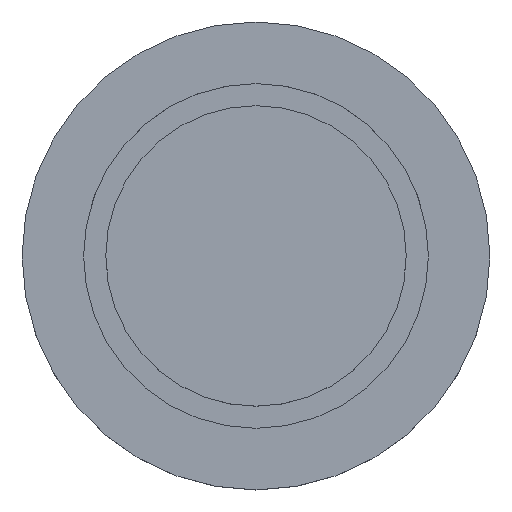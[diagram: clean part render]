
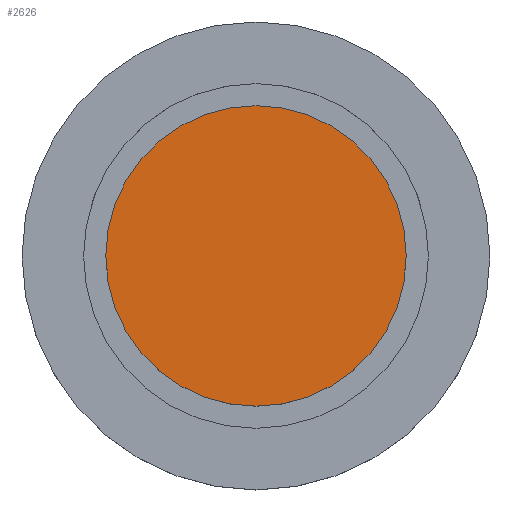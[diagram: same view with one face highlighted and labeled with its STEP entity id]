
A CAD part, top view. The second image highlights one B-rep face of the part: STEP entity #2626.
In plain terms, the highlighted planar face has unit normal (0, 0, 1).
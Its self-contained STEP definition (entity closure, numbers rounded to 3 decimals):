
#475 = CYLINDRICAL_SURFACE('',#476,30.5);
#476 = AXIS2_PLACEMENT_3D('',#477,#478,#479);
#477 = CARTESIAN_POINT('',(0.,0.,7.5));
#478 = DIRECTION('',(0.,0.,1.));
#479 = DIRECTION('',(1.,0.,0.));
#522 = VERTEX_POINT('',#523);
#523 = CARTESIAN_POINT('',(-30.5,0.,12.));
#559 = CYLINDRICAL_SURFACE('',#560,30.5);
#560 = AXIS2_PLACEMENT_3D('',#561,#562,#563);
#561 = CARTESIAN_POINT('',(0.,0.,7.5));
#562 = DIRECTION('',(0.,0.,1.));
#563 = DIRECTION('',(1.,0.,0.));
#593 = EDGE_CURVE('',#594,#522,#596,.T.);
#594 = VERTEX_POINT('',#595);
#595 = CARTESIAN_POINT('',(30.5,0.,12.));
#596 = SURFACE_CURVE('',#597,(#602,#631),.PCURVE_S1.);
#597 = CIRCLE('',#598,30.5);
#598 = AXIS2_PLACEMENT_3D('',#599,#600,#601);
#599 = CARTESIAN_POINT('',(0.,0.,12.));
#600 = DIRECTION('',(0.,0.,1.));
#601 = DIRECTION('',(1.,0.,0.));
#602 = PCURVE('',#475,#603);
#603 = DEFINITIONAL_REPRESENTATION('',(#604),#630);
#604 = B_SPLINE_CURVE_WITH_KNOTS('',3,(#605,#606,#607,#608,#609,#610,
    #611,#612,#613,#614,#615,#616,#617,#618,#619,#620,#621,#622,#623,
    #624,#625,#626,#627,#628,#629),.UNSPECIFIED.,.F.,.F.,(4,1,1,1,1,1,1,
    1,1,1,1,1,1,1,1,1,1,1,1,1,1,1,4),(0.,0.143,
    0.286,0.428,0.571,0.714,
    0.857,1.,1.142,1.285,
    1.428,1.571,1.714,1.856,
    1.999,2.142,2.285,2.428,
    2.57,2.713,2.856,2.999,
    3.142),.QUASI_UNIFORM_KNOTS.);
#605 = CARTESIAN_POINT('',(0.,4.5));
#606 = CARTESIAN_POINT('',(0.048,4.5));
#607 = CARTESIAN_POINT('',(0.143,4.5));
#608 = CARTESIAN_POINT('',(0.286,4.5));
#609 = CARTESIAN_POINT('',(0.428,4.5));
#610 = CARTESIAN_POINT('',(0.571,4.5));
#611 = CARTESIAN_POINT('',(0.714,4.5));
#612 = CARTESIAN_POINT('',(0.857,4.5));
#613 = CARTESIAN_POINT('',(1.,4.5));
#614 = CARTESIAN_POINT('',(1.142,4.5));
#615 = CARTESIAN_POINT('',(1.285,4.5));
#616 = CARTESIAN_POINT('',(1.428,4.5));
#617 = CARTESIAN_POINT('',(1.571,4.5));
#618 = CARTESIAN_POINT('',(1.714,4.5));
#619 = CARTESIAN_POINT('',(1.856,4.5));
#620 = CARTESIAN_POINT('',(1.999,4.5));
#621 = CARTESIAN_POINT('',(2.142,4.5));
#622 = CARTESIAN_POINT('',(2.285,4.5));
#623 = CARTESIAN_POINT('',(2.428,4.5));
#624 = CARTESIAN_POINT('',(2.57,4.5));
#625 = CARTESIAN_POINT('',(2.713,4.5));
#626 = CARTESIAN_POINT('',(2.856,4.5));
#627 = CARTESIAN_POINT('',(2.999,4.5));
#628 = CARTESIAN_POINT('',(3.094,4.5));
#629 = CARTESIAN_POINT('',(3.142,4.5));
#630 = ( GEOMETRIC_REPRESENTATION_CONTEXT(2) 
PARAMETRIC_REPRESENTATION_CONTEXT() REPRESENTATION_CONTEXT('2D SPACE',''
  ) );
#631 = PCURVE('',#632,#637);
#632 = PLANE('',#633);
#633 = AXIS2_PLACEMENT_3D('',#634,#635,#636);
#634 = CARTESIAN_POINT('',(0.,0.,12.));
#635 = DIRECTION('',(0.,0.,1.));
#636 = DIRECTION('',(1.,0.,0.));
#637 = DEFINITIONAL_REPRESENTATION('',(#638),#642);
#638 = CIRCLE('',#639,30.5);
#639 = AXIS2_PLACEMENT_2D('',#640,#641);
#640 = CARTESIAN_POINT('',(0.,0.));
#641 = DIRECTION('',(1.,0.));
#642 = ( GEOMETRIC_REPRESENTATION_CONTEXT(2) 
PARAMETRIC_REPRESENTATION_CONTEXT() REPRESENTATION_CONTEXT('2D SPACE',''
  ) );
#2583 = EDGE_CURVE('',#522,#594,#2584,.T.);
#2584 = SURFACE_CURVE('',#2585,(#2590,#2619),.PCURVE_S1.);
#2585 = CIRCLE('',#2586,30.5);
#2586 = AXIS2_PLACEMENT_3D('',#2587,#2588,#2589);
#2587 = CARTESIAN_POINT('',(0.,0.,12.));
#2588 = DIRECTION('',(0.,0.,1.));
#2589 = DIRECTION('',(1.,0.,0.));
#2590 = PCURVE('',#559,#2591);
#2591 = DEFINITIONAL_REPRESENTATION('',(#2592),#2618);
#2592 = B_SPLINE_CURVE_WITH_KNOTS('',3,(#2593,#2594,#2595,#2596,#2597,
    #2598,#2599,#2600,#2601,#2602,#2603,#2604,#2605,#2606,#2607,#2608,
    #2609,#2610,#2611,#2612,#2613,#2614,#2615,#2616,#2617),
  .UNSPECIFIED.,.F.,.F.,(4,1,1,1,1,1,1,1,1,1,1,1,1,1,1,1,1,1,1,1,1,1,4),
  (3.142,3.284,3.427,3.57,
    3.713,3.856,3.998,4.141,
    4.284,4.427,4.57,4.712,
    4.855,4.998,5.141,5.284,
    5.426,5.569,5.712,5.855,
    5.998,6.14,6.283),.QUASI_UNIFORM_KNOTS.);
#2593 = CARTESIAN_POINT('',(3.142,4.5));
#2594 = CARTESIAN_POINT('',(3.189,4.5));
#2595 = CARTESIAN_POINT('',(3.284,4.5));
#2596 = CARTESIAN_POINT('',(3.427,4.5));
#2597 = CARTESIAN_POINT('',(3.57,4.5));
#2598 = CARTESIAN_POINT('',(3.713,4.5));
#2599 = CARTESIAN_POINT('',(3.856,4.5));
#2600 = CARTESIAN_POINT('',(3.998,4.5));
#2601 = CARTESIAN_POINT('',(4.141,4.5));
#2602 = CARTESIAN_POINT('',(4.284,4.5));
#2603 = CARTESIAN_POINT('',(4.427,4.5));
#2604 = CARTESIAN_POINT('',(4.57,4.5));
#2605 = CARTESIAN_POINT('',(4.712,4.5));
#2606 = CARTESIAN_POINT('',(4.855,4.5));
#2607 = CARTESIAN_POINT('',(4.998,4.5));
#2608 = CARTESIAN_POINT('',(5.141,4.5));
#2609 = CARTESIAN_POINT('',(5.284,4.5));
#2610 = CARTESIAN_POINT('',(5.426,4.5));
#2611 = CARTESIAN_POINT('',(5.569,4.5));
#2612 = CARTESIAN_POINT('',(5.712,4.5));
#2613 = CARTESIAN_POINT('',(5.855,4.5));
#2614 = CARTESIAN_POINT('',(5.998,4.5));
#2615 = CARTESIAN_POINT('',(6.14,4.5));
#2616 = CARTESIAN_POINT('',(6.236,4.5));
#2617 = CARTESIAN_POINT('',(6.283,4.5));
#2618 = ( GEOMETRIC_REPRESENTATION_CONTEXT(2) 
PARAMETRIC_REPRESENTATION_CONTEXT() REPRESENTATION_CONTEXT('2D SPACE',''
  ) );
#2619 = PCURVE('',#632,#2620);
#2620 = DEFINITIONAL_REPRESENTATION('',(#2621),#2625);
#2621 = CIRCLE('',#2622,30.5);
#2622 = AXIS2_PLACEMENT_2D('',#2623,#2624);
#2623 = CARTESIAN_POINT('',(0.,0.));
#2624 = DIRECTION('',(1.,0.));
#2625 = ( GEOMETRIC_REPRESENTATION_CONTEXT(2) 
PARAMETRIC_REPRESENTATION_CONTEXT() REPRESENTATION_CONTEXT('2D SPACE',''
  ) );
#2626 = ADVANCED_FACE('',(#2627),#632,.T.);
#2627 = FACE_BOUND('',#2628,.T.);
#2628 = EDGE_LOOP('',(#2629,#2630));
#2629 = ORIENTED_EDGE('',*,*,#593,.T.);
#2630 = ORIENTED_EDGE('',*,*,#2583,.T.);
